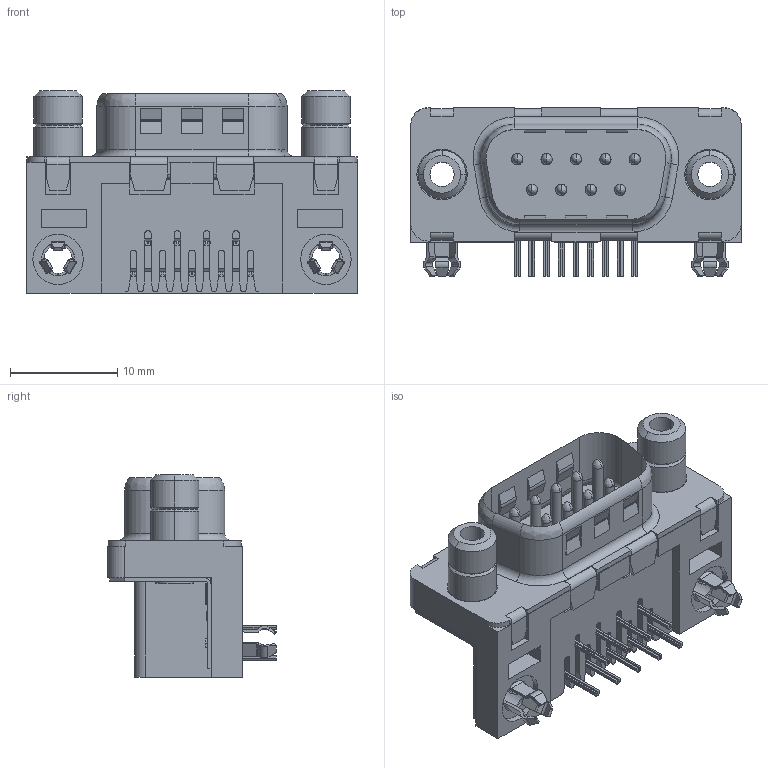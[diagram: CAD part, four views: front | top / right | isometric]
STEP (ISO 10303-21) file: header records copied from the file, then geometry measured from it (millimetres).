
FILE_DESCRIPTION (( 'STEP AP214' ), '1' );
FILE_NAME ('D09P33E4GV00LF.STEP', '2023-06-11T18:50:05', ( '' ), ( '' ), 'SwSTEP 2.0', 'SolidWorks 2021', '' );
FILE_SCHEMA (( 'AUTOMOTIVE_DESIGN' ));
Length unit declared in the file: millimetre
Products named in the file (2): D09P33E4GV00LF--3DModel-STEP-533217; D09P33E4GV00LF
Assembly tree (1 placements, depth 2):
  D09P33E4GV00LF
    D09P33E4GV00LF--3DModel-STEP-533217
Bounding box: 30.81 x 15.75 x 18.85 mm (x, y, z)
Volume: 2845.9 mm3; surface area: 4114.8 mm2
Topology: 1 solids, 3 shells, 1467 faces, 4219 edges, 2721 vertices
Faces by surface type: plane 842, cylinder 475, torus 96, bspline 40, cone 14
Entity records: 50937 total; most frequent: CARTESIAN_POINT 11699, ORIENTED_EDGE 8402, DIRECTION 8103, EDGE_CURVE 4201, VECTOR 2877, LINE 2877, VERTEX_POINT 2721, AXIS2_PLACEMENT_3D 2613
